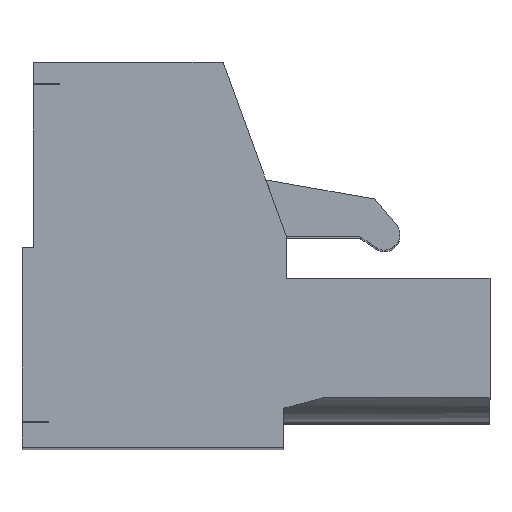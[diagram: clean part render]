
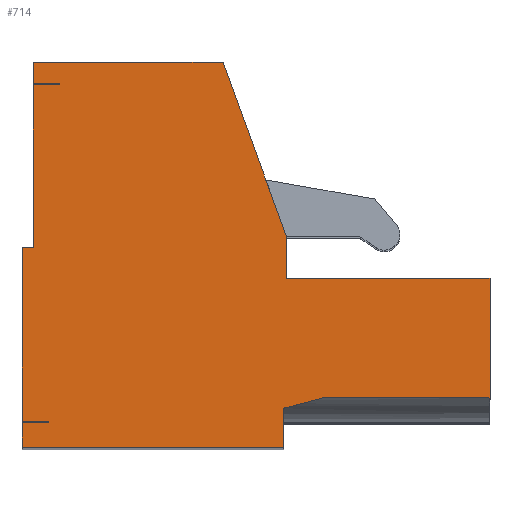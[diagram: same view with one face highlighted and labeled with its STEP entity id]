
A CAD part, top view. The second image highlights one B-rep face of the part: STEP entity #714.
In plain terms, the highlighted planar face has unit normal (0, 0, 1).
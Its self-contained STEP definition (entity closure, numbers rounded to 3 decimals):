
#714 = ADVANCED_FACE( '', ( #1627 ), #1628, .F. );
#1627 = FACE_OUTER_BOUND( '', #2752, .T. );
#1628 = PLANE( '', #2753 );
#2752 = EDGE_LOOP( '', ( #4790, #4791, #4792, #4793, #4794, #4795, #4796, #4797, #4798, #4799, #4800, #4801, #4802, #4803, #4804, #4805, #4806, #4807, #4808, #4809 ) );
#2753 = AXIS2_PLACEMENT_3D( '', #4810, #4811, #4812 );
#4790 = ORIENTED_EDGE( '', *, *, #6897, .T. );
#4791 = ORIENTED_EDGE( '', *, *, #6329, .T. );
#4792 = ORIENTED_EDGE( '', *, *, #7089, .T. );
#4793 = ORIENTED_EDGE( '', *, *, #6997, .T. );
#4794 = ORIENTED_EDGE( '', *, *, #7090, .T. );
#4795 = ORIENTED_EDGE( '', *, *, #7091, .T. );
#4796 = ORIENTED_EDGE( '', *, *, #6558, .F. );
#4797 = ORIENTED_EDGE( '', *, *, #7092, .T. );
#4798 = ORIENTED_EDGE( '', *, *, #7093, .F. );
#4799 = ORIENTED_EDGE( '', *, *, #6423, .T. );
#4800 = ORIENTED_EDGE( '', *, *, #7094, .T. );
#4801 = ORIENTED_EDGE( '', *, *, #7095, .T. );
#4802 = ORIENTED_EDGE( '', *, *, #7025, .T. );
#4803 = ORIENTED_EDGE( '', *, *, #7066, .T. );
#4804 = ORIENTED_EDGE( '', *, *, #6564, .F. );
#4805 = ORIENTED_EDGE( '', *, *, #6832, .T. );
#4806 = ORIENTED_EDGE( '', *, *, #6917, .T. );
#4807 = ORIENTED_EDGE( '', *, *, #7096, .T. );
#4808 = ORIENTED_EDGE( '', *, *, #6720, .T. );
#4809 = ORIENTED_EDGE( '', *, *, #7097, .T. );
#4810 = CARTESIAN_POINT( '', ( 273.592, 202.842, 135.6 ) );
#4811 = DIRECTION( '', ( 0., 0., -1. ) );
#4812 = DIRECTION( '', ( -1., 0., 0. ) );
#6329 = EDGE_CURVE( '', #7489, #7487, #7490, .T. );
#6423 = EDGE_CURVE( '', #7665, #7663, #7666, .T. );
#6558 = EDGE_CURVE( '', #7896, #7897, #7898, .T. );
#6564 = EDGE_CURVE( '', #7906, #7908, #7909, .T. );
#6720 = EDGE_CURVE( '', #8161, #8159, #8162, .T. );
#6832 = EDGE_CURVE( '', #7906, #8340, #8342, .T. );
#6897 = EDGE_CURVE( '', #8434, #7489, #8438, .T. );
#6917 = EDGE_CURVE( '', #8340, #8464, #8467, .T. );
#6997 = EDGE_CURVE( '', #8576, #8573, #8577, .T. );
#7025 = EDGE_CURVE( '', #8618, #8616, #8619, .T. );
#7066 = EDGE_CURVE( '', #8616, #7908, #8674, .T. );
#7089 = EDGE_CURVE( '', #7487, #8576, #8703, .T. );
#7090 = EDGE_CURVE( '', #8573, #8704, #8705, .T. );
#7091 = EDGE_CURVE( '', #8704, #7897, #8706, .T. );
#7092 = EDGE_CURVE( '', #7896, #8707, #8708, .T. );
#7093 = EDGE_CURVE( '', #7665, #8707, #8709, .T. );
#7094 = EDGE_CURVE( '', #7663, #8710, #8711, .T. );
#7095 = EDGE_CURVE( '', #8710, #8618, #8712, .T. );
#7096 = EDGE_CURVE( '', #8464, #8161, #8713, .T. );
#7097 = EDGE_CURVE( '', #8159, #8434, #8714, .T. );
#7487 = VERTEX_POINT( '', #9189 );
#7489 = VERTEX_POINT( '', #9192 );
#7490 = LINE( '', #9193, #9194 );
#7663 = VERTEX_POINT( '', #9445 );
#7665 = VERTEX_POINT( '', #9448 );
#7666 = LINE( '', #9449, #9450 );
#7896 = VERTEX_POINT( '', #9773 );
#7897 = VERTEX_POINT( '', #9774 );
#7898 = LINE( '', #9775, #9776 );
#7906 = VERTEX_POINT( '', #9787 );
#7908 = VERTEX_POINT( '', #9790 );
#7909 = LINE( '', #9791, #9792 );
#8159 = VERTEX_POINT( '', #10145 );
#8161 = VERTEX_POINT( '', #10148 );
#8162 = LINE( '', #10149, #10150 );
#8340 = VERTEX_POINT( '', #10396 );
#8342 = LINE( '', #10399, #10400 );
#8434 = VERTEX_POINT( '', #10523 );
#8438 = LINE( '', #10529, #10530 );
#8464 = VERTEX_POINT( '', #10563 );
#8467 = LINE( '', #10567, #10568 );
#8573 = VERTEX_POINT( '', #10714 );
#8576 = VERTEX_POINT( '', #10718 );
#8577 = LINE( '', #10719, #10720 );
#8616 = VERTEX_POINT( '', #10776 );
#8618 = VERTEX_POINT( '', #10779 );
#8619 = LINE( '', #10780, #10781 );
#8674 = LINE( '', #10852, #10853 );
#8703 = LINE( '', #10892, #10893 );
#8704 = VERTEX_POINT( '', #10894 );
#8705 = LINE( '', #10895, #10896 );
#8706 = LINE( '', #10897, #10898 );
#8707 = VERTEX_POINT( '', #10899 );
#8708 = LINE( '', #10900, #10901 );
#8709 = LINE( '', #10902, #10903 );
#8710 = VERTEX_POINT( '', #10904 );
#8711 = LINE( '', #10905, #10906 );
#8712 = LINE( '', #10907, #10908 );
#8713 = LINE( '', #10909, #10910 );
#8714 = LINE( '', #10911, #10912 );
#9189 = CARTESIAN_POINT( '', ( 254.742, 197.042, 135.6 ) );
#9192 = CARTESIAN_POINT( '', ( 255.792, 197.042, 135.6 ) );
#9193 = CARTESIAN_POINT( '', ( 254.542, 197.042, 135.6 ) );
#9194 = VECTOR( '', #11541, 1000. );
#9445 = CARTESIAN_POINT( '', ( 265.392, 204.542, 135.6 ) );
#9448 = CARTESIAN_POINT( '', ( 265.392, 202.842, 135.6 ) );
#9449 = CARTESIAN_POINT( '', ( 265.392, 197.642, 135.6 ) );
#9450 = VECTOR( '', #11630, 1000. );
#9773 = CARTESIAN_POINT( '', ( 273.592, 198.042, 135.6 ) );
#9774 = CARTESIAN_POINT( '', ( 266.885, 198.042, 135.6 ) );
#9775 = CARTESIAN_POINT( '', ( 266.885, 198.042, 135.6 ) );
#9776 = VECTOR( '', #11778, 1000. );
#9787 = CARTESIAN_POINT( '', ( 256.242, 210.642, 135.6 ) );
#9790 = CARTESIAN_POINT( '', ( 256.242, 210.692, 135.6 ) );
#9791 = CARTESIAN_POINT( '', ( 256.242, 210.232, 135.6 ) );
#9792 = VECTOR( '', #11783, 1000. );
#10145 = CARTESIAN_POINT( '', ( 254.742, 197.092, 135.6 ) );
#10148 = CARTESIAN_POINT( '', ( 254.742, 204.092, 135.6 ) );
#10149 = CARTESIAN_POINT( '', ( 254.742, 196.742, 135.6 ) );
#10150 = VECTOR( '', #11939, 1000. );
#10396 = CARTESIAN_POINT( '', ( 255.192, 210.642, 135.6 ) );
#10399 = CARTESIAN_POINT( '', ( 255.942, 210.642, 135.6 ) );
#10400 = VECTOR( '', #12066, 1000. );
#10523 = CARTESIAN_POINT( '', ( 255.792, 197.092, 135.6 ) );
#10529 = CARTESIAN_POINT( '', ( 255.792, 197.042, 135.6 ) );
#10530 = VECTOR( '', #12139, 1000. );
#10563 = CARTESIAN_POINT( '', ( 255.192, 204.092, 135.6 ) );
#10567 = CARTESIAN_POINT( '', ( 255.192, 203.542, 135.6 ) );
#10568 = VECTOR( '', #12163, 1000. );
#10714 = CARTESIAN_POINT( '', ( 265.292, 196.042, 135.6 ) );
#10718 = CARTESIAN_POINT( '', ( 254.742, 196.042, 135.6 ) );
#10719 = CARTESIAN_POINT( '', ( 265.392, 196.042, 135.6 ) );
#10720 = VECTOR( '', #12241, 1000. );
#10776 = CARTESIAN_POINT( '', ( 255.192, 210.692, 135.6 ) );
#10779 = CARTESIAN_POINT( '', ( 255.192, 211.542, 135.6 ) );
#10780 = CARTESIAN_POINT( '', ( 255.192, 210.382, 135.6 ) );
#10781 = VECTOR( '', #12266, 1000. );
#10852 = CARTESIAN_POINT( '', ( 255.742, 210.692, 135.6 ) );
#10853 = VECTOR( '', #12316, 1000. );
#10892 = CARTESIAN_POINT( '', ( 254.742, 196.042, 135.6 ) );
#10893 = VECTOR( '', #12336, 1000. );
#10894 = CARTESIAN_POINT( '', ( 265.292, 197.615, 135.6 ) );
#10895 = CARTESIAN_POINT( '', ( 265.292, 197.642, 135.6 ) );
#10896 = VECTOR( '', #12337, 1000. );
#10897 = CARTESIAN_POINT( '', ( 266.885, 198.042, 135.6 ) );
#10898 = VECTOR( '', #12338, 1000. );
#10899 = CARTESIAN_POINT( '', ( 273.592, 202.842, 135.6 ) );
#10900 = CARTESIAN_POINT( '', ( 273.592, 198.942, 135.6 ) );
#10901 = VECTOR( '', #12339, 1000. );
#10902 = CARTESIAN_POINT( '', ( 273.692, 202.842, 135.6 ) );
#10903 = VECTOR( '', #12340, 1000. );
#10904 = CARTESIAN_POINT( '', ( 262.844, 211.542, 135.6 ) );
#10905 = CARTESIAN_POINT( '', ( 263.026, 211.042, 135.6 ) );
#10906 = VECTOR( '', #12341, 1000. );
#10907 = CARTESIAN_POINT( '', ( 255.042, 211.542, 135.6 ) );
#10908 = VECTOR( '', #12342, 1000. );
#10909 = CARTESIAN_POINT( '', ( 254.742, 204.092, 135.6 ) );
#10910 = VECTOR( '', #12343, 1000. );
#10911 = CARTESIAN_POINT( '', ( 256.942, 197.092, 135.6 ) );
#10912 = VECTOR( '', #12344, 1000. );
#11541 = DIRECTION( '', ( -1., 0., 0. ) );
#11630 = DIRECTION( '', ( 0., 1., 0. ) );
#11778 = DIRECTION( '', ( -1., 0., 0. ) );
#11783 = DIRECTION( '', ( 0., 1., 0. ) );
#11939 = DIRECTION( '', ( 0., -1., 0. ) );
#12066 = DIRECTION( '', ( -1., 0., 0. ) );
#12139 = DIRECTION( '', ( 0., -1., 0. ) );
#12163 = DIRECTION( '', ( 0., -1., 0. ) );
#12241 = DIRECTION( '', ( 1., 0., 0. ) );
#12266 = DIRECTION( '', ( 0., -1., 0. ) );
#12316 = DIRECTION( '', ( 1., 0., 0. ) );
#12336 = DIRECTION( '', ( 0., -1., 0. ) );
#12337 = DIRECTION( '', ( 0., 1., 0. ) );
#12338 = DIRECTION( '', ( 0.966, 0.259, 0. ) );
#12339 = DIRECTION( '', ( 0., 1., 0. ) );
#12340 = DIRECTION( '', ( 1., 0., 0. ) );
#12341 = DIRECTION( '', ( -0.342, 0.94, 0. ) );
#12342 = DIRECTION( '', ( -1., 0., 0. ) );
#12343 = DIRECTION( '', ( -1., 0., 0. ) );
#12344 = DIRECTION( '', ( 1., 0., 0. ) );
